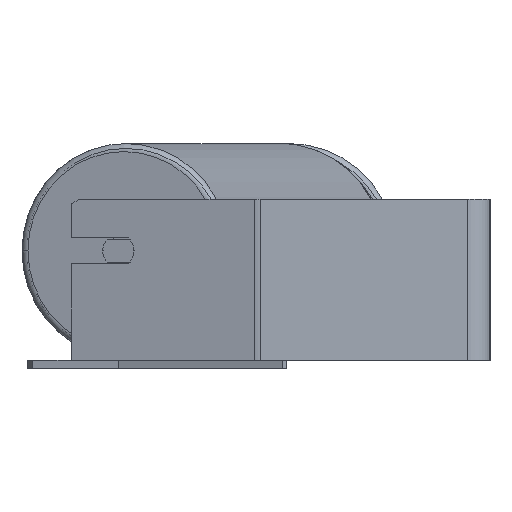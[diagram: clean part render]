
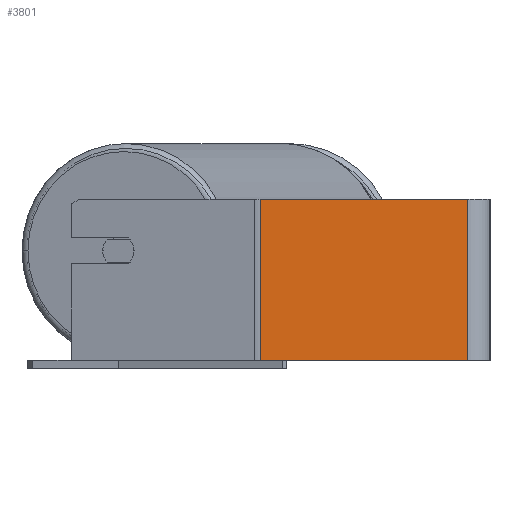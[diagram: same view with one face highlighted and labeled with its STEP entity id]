
A CAD part, left-side view. The second image highlights one B-rep face of the part: STEP entity #3801.
In plain terms, the highlighted planar face has unit normal (-1, 0, 0).
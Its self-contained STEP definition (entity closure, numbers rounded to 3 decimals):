
#645 = DIRECTION ( 'NONE',  ( 0., 0., -1. ) ) ;
#886 = CARTESIAN_POINT ( 'NONE',  ( -630., 144.461, 50. ) ) ;
#934 = DIRECTION ( 'NONE',  ( 0., -1., 0. ) ) ;
#1385 = VECTOR ( 'NONE', #2470, 1000. ) ;
#1511 = CARTESIAN_POINT ( 'NONE',  ( -630., 142.618, 50. ) ) ;
#1768 = CARTESIAN_POINT ( 'NONE',  ( -630., 14., -50. ) ) ;
#2063 = VERTEX_POINT ( 'NONE', #8522 ) ;
#2248 = ORIENTED_EDGE ( 'NONE', *, *, #5113, .T. ) ;
#2427 = CARTESIAN_POINT ( 'NONE',  ( -630., 144.461, -50. ) ) ;
#2470 = DIRECTION ( 'NONE',  ( 0., -1., 0. ) ) ;
#2845 = EDGE_CURVE ( 'NONE', #6017, #9058, #9004, .T. ) ;
#3140 = LINE ( 'NONE', #2427, #1385 ) ;
#3151 = ORIENTED_EDGE ( 'NONE', *, *, #5409, .F. ) ;
#3705 = VECTOR ( 'NONE', #7545, 1000. ) ;
#3801 = ADVANCED_FACE ( 'NONE', ( #7233 ), #8687, .F. ) ;
#4417 = LINE ( 'NONE', #886, #7079 ) ;
#4572 = DIRECTION ( 'NONE',  ( 0., 0., -1. ) ) ;
#5113 = EDGE_CURVE ( 'NONE', #2063, #9058, #3140, .T. ) ;
#5154 = AXIS2_PLACEMENT_3D ( 'NONE', #5217, #8643, #4572 ) ;
#5217 = CARTESIAN_POINT ( 'NONE',  ( -630., 144.461, 50. ) ) ;
#5409 = EDGE_CURVE ( 'NONE', #8458, #6017, #4417, .T. ) ;
#5493 = CARTESIAN_POINT ( 'NONE',  ( -630., 14., 50. ) ) ;
#5509 = VECTOR ( 'NONE', #645, 1000. ) ;
#5526 = CARTESIAN_POINT ( 'NONE',  ( -630., 14., 50. ) ) ;
#5692 = CARTESIAN_POINT ( 'NONE',  ( -630., 142.618, 50. ) ) ;
#6017 = VERTEX_POINT ( 'NONE', #5493 ) ;
#6261 = LINE ( 'NONE', #5692, #5509 ) ;
#7079 = VECTOR ( 'NONE', #934, 1000. ) ;
#7233 = FACE_OUTER_BOUND ( 'NONE', #8999, .T. ) ;
#7324 = ORIENTED_EDGE ( 'NONE', *, *, #7651, .T. ) ;
#7545 = DIRECTION ( 'NONE',  ( 0., 0., -1. ) ) ;
#7651 = EDGE_CURVE ( 'NONE', #8458, #2063, #6261, .T. ) ;
#8053 = ORIENTED_EDGE ( 'NONE', *, *, #2845, .F. ) ;
#8458 = VERTEX_POINT ( 'NONE', #1511 ) ;
#8522 = CARTESIAN_POINT ( 'NONE',  ( -630., 142.618, -50. ) ) ;
#8643 = DIRECTION ( 'NONE',  ( 1., 0., 0. ) ) ;
#8687 = PLANE ( 'NONE',  #5154 ) ;
#8999 = EDGE_LOOP ( 'NONE', ( #2248, #8053, #3151, #7324 ) ) ;
#9004 = LINE ( 'NONE', #5526, #3705 ) ;
#9058 = VERTEX_POINT ( 'NONE', #1768 ) ;
